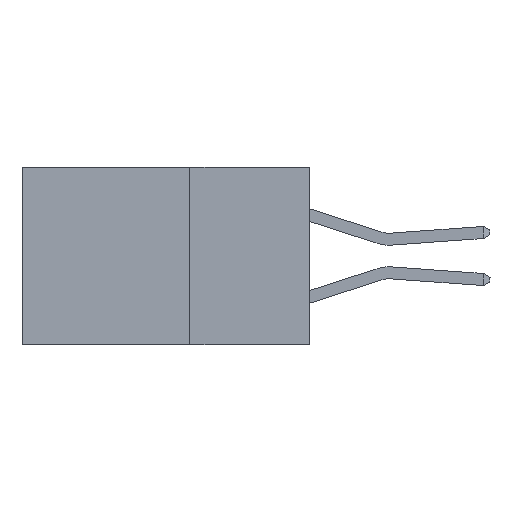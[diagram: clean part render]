
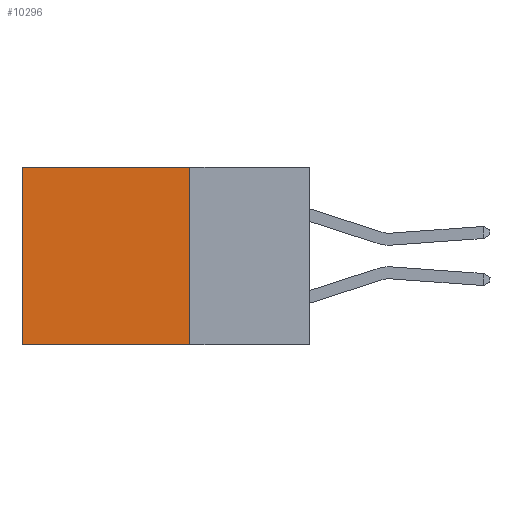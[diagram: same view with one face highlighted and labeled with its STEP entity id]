
A CAD part, left-side view. The second image highlights one B-rep face of the part: STEP entity #10296.
In plain terms, the highlighted planar face has unit normal (-1, 0, 0).
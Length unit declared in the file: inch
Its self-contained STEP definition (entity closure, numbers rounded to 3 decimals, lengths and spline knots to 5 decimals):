
#2339 = VECTOR ( 'NONE', #14024, 39.37008 ) ;
#3194 = DIRECTION ( 'NONE',  ( 0., 0., -1. ) ) ;
#3230 = VECTOR ( 'NONE', #24082, 39.37008 ) ;
#4741 = AXIS2_PLACEMENT_3D ( 'NONE', #13943, #16096, #3194 ) ;
#5082 = ORIENTED_EDGE ( 'NONE', *, *, #25703, .T. ) ;
#6434 = VERTEX_POINT ( 'NONE', #24751 ) ;
#8132 = LINE ( 'NONE', #16172, #2339 ) ;
#8166 = VECTOR ( 'NONE', #18364, 39.37008 ) ;
#8840 = LINE ( 'NONE', #24747, #8166 ) ;
#10296 = ADVANCED_FACE ( 'NONE', ( #21993 ), #26628, .F. ) ;
#10312 = CARTESIAN_POINT ( 'NONE',  ( 0.2615, 0.25, -0.37 ) ) ;
#10378 = CARTESIAN_POINT ( 'NONE',  ( 0.2615, 0.25, 0. ) ) ;
#11080 = CARTESIAN_POINT ( 'NONE',  ( 0.2615, 0.25, -0.37 ) ) ;
#12203 = ORIENTED_EDGE ( 'NONE', *, *, #23262, .F. ) ;
#12449 = DIRECTION ( 'NONE',  ( 0., 0., -1. ) ) ;
#13943 = CARTESIAN_POINT ( 'NONE',  ( 0.2615, 0.25, -0.37 ) ) ;
#14024 = DIRECTION ( 'NONE',  ( 0., 1., 0. ) ) ;
#14320 = ORIENTED_EDGE ( 'NONE', *, *, #20477, .T. ) ;
#16096 = DIRECTION ( 'NONE',  ( 1., 0., 0. ) ) ;
#16172 = CARTESIAN_POINT ( 'NONE',  ( 0.2615, 0.25, -0.37 ) ) ;
#17178 = EDGE_CURVE ( 'NONE', #20621, #21597, #17977, .T. ) ;
#17333 = VECTOR ( 'NONE', #12449, 39.37008 ) ;
#17977 = LINE ( 'NONE', #10312, #17333 ) ;
#18364 = DIRECTION ( 'NONE',  ( 0., 1., 0. ) ) ;
#18673 = VERTEX_POINT ( 'NONE', #21849 ) ;
#19649 = LINE ( 'NONE', #21981, #3230 ) ;
#20477 = EDGE_CURVE ( 'NONE', #20621, #18673, #8840, .T. ) ;
#20621 = VERTEX_POINT ( 'NONE', #10378 ) ;
#21266 = ORIENTED_EDGE ( 'NONE', *, *, #17178, .F. ) ;
#21597 = VERTEX_POINT ( 'NONE', #11080 ) ;
#21849 = CARTESIAN_POINT ( 'NONE',  ( 0.2615, 0.6, 0. ) ) ;
#21981 = CARTESIAN_POINT ( 'NONE',  ( 0.2615, 0.6, -0.37 ) ) ;
#21993 = FACE_OUTER_BOUND ( 'NONE', #23628, .T. ) ;
#23262 = EDGE_CURVE ( 'NONE', #21597, #6434, #8132, .T. ) ;
#23628 = EDGE_LOOP ( 'NONE', ( #5082, #12203, #21266, #14320 ) ) ;
#24082 = DIRECTION ( 'NONE',  ( 0., 0., -1. ) ) ;
#24747 = CARTESIAN_POINT ( 'NONE',  ( 0.2615, 0.25, 0. ) ) ;
#24751 = CARTESIAN_POINT ( 'NONE',  ( 0.2615, 0.6, -0.37 ) ) ;
#25703 = EDGE_CURVE ( 'NONE', #18673, #6434, #19649, .T. ) ;
#26628 = PLANE ( 'NONE',  #4741 ) ;
